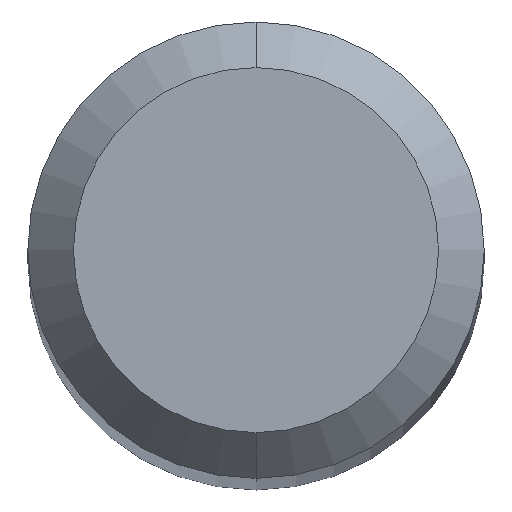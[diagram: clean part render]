
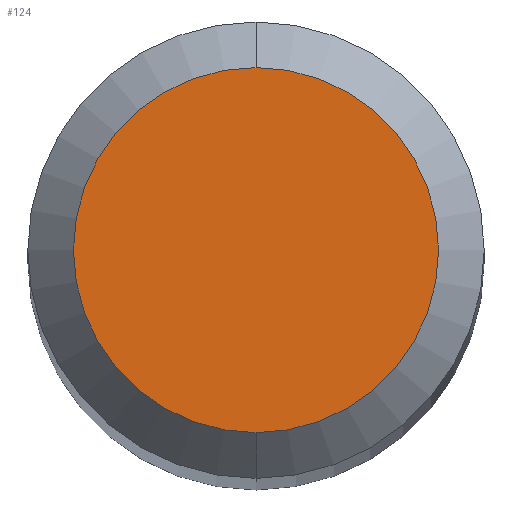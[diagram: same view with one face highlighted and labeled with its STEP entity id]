
A CAD part, top view. The second image highlights one B-rep face of the part: STEP entity #124.
In plain terms, the highlighted planar face has unit normal (0, 0, 1).
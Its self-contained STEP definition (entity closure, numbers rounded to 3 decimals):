
#6 = CARTESIAN_POINT ( 'NONE',  ( 0., 3.683, 0. ) ) ;
#14 = AXIS2_PLACEMENT_3D ( 'NONE', #6, #46, #157 ) ;
#20 = EDGE_CURVE ( 'NONE', #212, #172, #51, .T. ) ;
#29 = DIRECTION ( 'NONE',  ( 0., 0., 1. ) ) ;
#46 = DIRECTION ( 'NONE',  ( 0., 0., -1. ) ) ;
#51 = CIRCLE ( 'NONE', #170, 2.946 ) ;
#68 = EDGE_LOOP ( 'NONE', ( #110, #143 ) ) ;
#71 = DIRECTION ( 'NONE',  ( 0., 1., 0. ) ) ;
#110 = ORIENTED_EDGE ( 'NONE', *, *, #187, .T. ) ;
#113 = PLANE ( 'NONE',  #14 ) ;
#115 = CARTESIAN_POINT ( 'NONE',  ( 0., 2.946, 0. ) ) ;
#117 = CARTESIAN_POINT ( 'NONE',  ( 0., 0., 0. ) ) ;
#122 = FACE_OUTER_BOUND ( 'NONE', #68, .T. ) ;
#124 = ADVANCED_FACE ( 'NONE', ( #122 ), #113, .F. ) ;
#139 = AXIS2_PLACEMENT_3D ( 'NONE', #148, #160, #179 ) ;
#143 = ORIENTED_EDGE ( 'NONE', *, *, #20, .T. ) ;
#148 = CARTESIAN_POINT ( 'NONE',  ( 0., 0., 0. ) ) ;
#157 = DIRECTION ( 'NONE',  ( 0., 1., 0. ) ) ;
#160 = DIRECTION ( 'NONE',  ( 0., 0., 1. ) ) ;
#170 = AXIS2_PLACEMENT_3D ( 'NONE', #117, #29, #71 ) ;
#172 = VERTEX_POINT ( 'NONE', #115 ) ;
#174 = CIRCLE ( 'NONE', #139, 2.946 ) ;
#179 = DIRECTION ( 'NONE',  ( 0., 1., 0. ) ) ;
#187 = EDGE_CURVE ( 'NONE', #172, #212, #174, .T. ) ;
#201 = CARTESIAN_POINT ( 'NONE',  ( 0., -2.946, 0. ) ) ;
#212 = VERTEX_POINT ( 'NONE', #201 ) ;
